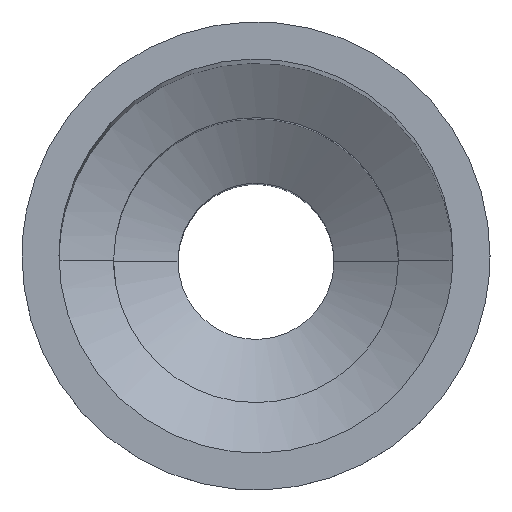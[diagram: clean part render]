
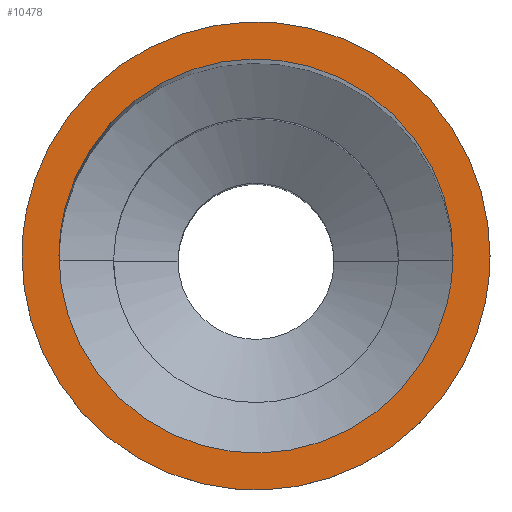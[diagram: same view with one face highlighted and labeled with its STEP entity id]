
A CAD part, top view. The second image highlights one B-rep face of the part: STEP entity #10478.
In plain terms, the highlighted free-form (B-spline) face has degree [1, 1] with [2, 2] control points.
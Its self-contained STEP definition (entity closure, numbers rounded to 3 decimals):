
#2212 = VERTEX_POINT('', #2213);
#2213 = CARTESIAN_POINT('', (-2.905, 0., 0.));
#2218 = EDGE_CURVE('', #2212, #2219, #2221, .T.);
#2219 = VERTEX_POINT('', #2220);
#2220 = CARTESIAN_POINT('', (2.905, 0., 0.));
#2221 = (
   BOUNDED_CURVE ()
   B_SPLINE_CURVE (2, (#2222, #2223, #2224, #2225, #2226), .UNSPECIFIED., .F., .U.)
   B_SPLINE_CURVE_WITH_KNOTS ((3, 2, 3), (180., 270., 360.), .UNSPECIFIED.)
   CURVE ()
   GEOMETRIC_REPRESENTATION_ITEM ()
   RATIONAL_B_SPLINE_CURVE ((1., 0.707, 1., 0.707, 1.))
   REPRESENTATION_ITEM ('')
);
#2222 = CARTESIAN_POINT('', (-2.905, 0., 0.));
#2223 = CARTESIAN_POINT('', (-2.905, -2.905, 0.));
#2224 = CARTESIAN_POINT('', (0., -2.905, 0.));
#2225 = CARTESIAN_POINT('', (2.905, -2.905, 0.));
#2226 = CARTESIAN_POINT('', (2.905, 0., 0.));
#2268 = VERTEX_POINT('', #2269);
#2269 = CARTESIAN_POINT('', (-3.45, 0., 0.));
#2274 = EDGE_CURVE('', #2275, #2268, #2277, .T.);
#2275 = VERTEX_POINT('', #2276);
#2276 = CARTESIAN_POINT('', (3.45, 0., 0.));
#2277 = (
   BOUNDED_CURVE ()
   B_SPLINE_CURVE (2, (#2278, #2279, #2280, #2281, #2282), .UNSPECIFIED., .F., .U.)
   B_SPLINE_CURVE_WITH_KNOTS ((3, 2, 3), (0., 90., 180.), .UNSPECIFIED.)
   CURVE ()
   GEOMETRIC_REPRESENTATION_ITEM ()
   RATIONAL_B_SPLINE_CURVE ((1., 0.707, 1., 0.707, 1.))
   REPRESENTATION_ITEM ('')
);
#2278 = CARTESIAN_POINT('', (3.45, 0., 0.));
#2279 = CARTESIAN_POINT('', (3.45, 3.45, 0.));
#2280 = CARTESIAN_POINT('', (0., 3.45, 0.));
#2281 = CARTESIAN_POINT('', (-3.45, 3.45, 0.));
#2282 = CARTESIAN_POINT('', (-3.45, 0., 0.));
#10452 = EDGE_CURVE('', #2268, #2275, #10453, .T.);
#10453 = (
   BOUNDED_CURVE ()
   B_SPLINE_CURVE (2, (#10454, #10455, #10456, #10457, #10458), .UNSPECIFIED., .F., .U.)
   B_SPLINE_CURVE_WITH_KNOTS ((3, 2, 3), (180., 270., 360.), .UNSPECIFIED.)
   CURVE ()
   GEOMETRIC_REPRESENTATION_ITEM ()
   RATIONAL_B_SPLINE_CURVE ((1., 0.707, 1., 0.707, 1.))
   REPRESENTATION_ITEM ('')
);
#10454 = CARTESIAN_POINT('', (-3.45, 0., 0.));
#10455 = CARTESIAN_POINT('', (-3.45, -3.45, 0.));
#10456 = CARTESIAN_POINT('', (0., -3.45, 0.));
#10457 = CARTESIAN_POINT('', (3.45, -3.45, 0.));
#10458 = CARTESIAN_POINT('', (3.45, 0., 0.));
#10478 = ADVANCED_FACE('', (#10479, #10483), #10494, .T.);
#10479 = FACE_OUTER_BOUND('', #10480, .T.);
#10480 = EDGE_LOOP('', (#10481, #10482));
#10481 = ORIENTED_EDGE('', *, *, #2274, .T.);
#10482 = ORIENTED_EDGE('', *, *, #10452, .T.);
#10483 = FACE_BOUND('', #10484, .T.);
#10484 = EDGE_LOOP('', (#10485, #10493));
#10485 = ORIENTED_EDGE('', *, *, #10486, .F.);
#10486 = EDGE_CURVE('', #2219, #2212, #10487, .T.);
#10487 = (
   BOUNDED_CURVE ()
   B_SPLINE_CURVE (2, (#10488, #10489, #10490, #10491, #10492), .UNSPECIFIED., .F., .U.)
   B_SPLINE_CURVE_WITH_KNOTS ((3, 2, 3), (0., 90., 180.), .UNSPECIFIED.)
   CURVE ()
   GEOMETRIC_REPRESENTATION_ITEM ()
   RATIONAL_B_SPLINE_CURVE ((1., 0.707, 1., 0.707, 1.))
   REPRESENTATION_ITEM ('')
);
#10488 = CARTESIAN_POINT('', (2.905, 0., 0.));
#10489 = CARTESIAN_POINT('', (2.905, 2.905, 0.));
#10490 = CARTESIAN_POINT('', (0., 2.905, 0.));
#10491 = CARTESIAN_POINT('', (-2.905, 2.905, 0.));
#10492 = CARTESIAN_POINT('', (-2.905, 0., 0.));
#10493 = ORIENTED_EDGE('', *, *, #2218, .F.);
#10494 = B_SPLINE_SURFACE_WITH_KNOTS('', 1, 1, ((#10495, #10496), (#10497, #10498)), .UNSPECIFIED., .F., .F., .U., (2, 2), (2, 2), (-3.451, 3.451), (-6.901, 0.001), .UNSPECIFIED.);
#10495 = CARTESIAN_POINT('', (-3.451, -3.451, 0.));
#10496 = CARTESIAN_POINT('', (-3.451, 3.451, 0.));
#10497 = CARTESIAN_POINT('', (3.451, -3.451, 0.));
#10498 = CARTESIAN_POINT('', (3.451, 3.451, 0.));
